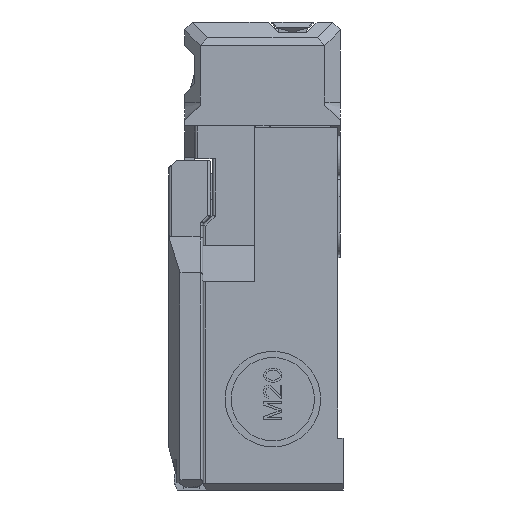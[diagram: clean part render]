
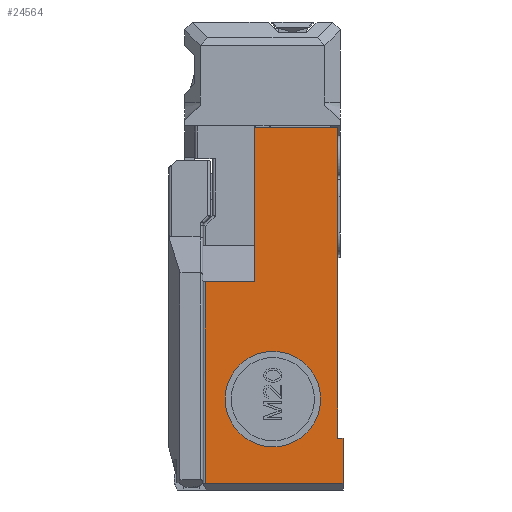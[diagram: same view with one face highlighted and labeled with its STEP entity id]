
A CAD part, left-side view. The second image highlights one B-rep face of the part: STEP entity #24564.
In plain terms, the highlighted planar face has unit normal (-1, 0, 0).
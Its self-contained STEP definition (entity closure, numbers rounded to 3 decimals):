
#592=DIRECTION('',(0.,0.,1.));
#593=VECTOR('',#592,59.8);
#594=CARTESIAN_POINT('',(-26.,-14.5,10.));
#595=LINE('',#594,#593);
#1076=CARTESIAN_POINT('',(-26.,-2.,17.5));
#1077=DIRECTION('',(1.,0.,0.));
#1078=DIRECTION('',(0.,1.,0.));
#1079=AXIS2_PLACEMENT_3D('',#1076,#1077,#1078);
#1084=CARTESIAN_POINT('',(-26.,-2.,17.5));
#1085=DIRECTION('',(1.,0.,0.));
#1086=DIRECTION('',(0.,-1.,0.));
#1087=AXIS2_PLACEMENT_3D('',#1084,#1085,#1086);
#1092=DIRECTION('',(0.,0.,1.));
#1093=VECTOR('',#1092,29.738);
#1094=CARTESIAN_POINT('',(-26.,1.5,40.062));
#1095=LINE('',#1094,#1093);
#1099=DIRECTION('',(0.,-1.,0.));
#1100=VECTOR('',#1099,16.);
#1101=CARTESIAN_POINT('',(-26.,1.5,69.8));
#1102=LINE('',#1101,#1100);
#1106=DIRECTION('',(0.,-1.,0.));
#1107=VECTOR('',#1106,1.);
#1108=CARTESIAN_POINT('',(-26.,-14.5,10.));
#1109=LINE('',#1108,#1107);
#1141=DIRECTION('',(0.,1.,0.));
#1142=VECTOR('',#1141,9.5);
#1143=CARTESIAN_POINT('',(-26.,1.5,40.062));
#1144=LINE('',#1143,#1142);
#9370=DIRECTION('',(0.,-1.,0.));
#9371=VECTOR('',#9370,26.5);
#9372=CARTESIAN_POINT('',(-26.,11.,1.289));
#9373=LINE('',#9372,#9371);
#9545=DIRECTION('',(0.,0.,-1.));
#9546=VECTOR('',#9545,8.711);
#9547=CARTESIAN_POINT('',(-26.,-15.5,10.));
#9548=LINE('',#9547,#9546);
#13622=CARTESIAN_POINT('',(-26.,11.,40.062));
#13627=DIRECTION('',(0.,0.,-1.));
#13628=VECTOR('',#13627,38.772);
#13629=CARTESIAN_POINT('',(-26.,11.,40.062));
#13630=LINE('',#13629,#13628);
#20354=CARTESIAN_POINT('',(-26.,1.5,69.8));
#20355=CARTESIAN_POINT('',(-26.,-14.5,69.8));
#20356=VERTEX_POINT('',#20354);
#20357=VERTEX_POINT('',#20355);
#20358=CARTESIAN_POINT('',(-26.,1.5,40.062));
#20359=VERTEX_POINT('',#20358);
#20950=CARTESIAN_POINT('',(-26.,7.19,17.5));
#20951=CARTESIAN_POINT('',(-26.,-11.19,17.5));
#20952=VERTEX_POINT('',#20950);
#20953=VERTEX_POINT('',#20951);
#21327=CARTESIAN_POINT('',(-26.,-15.5,10.));
#21329=VERTEX_POINT('',#21327);
#21330=CARTESIAN_POINT('',(-26.,-15.5,1.289));
#21331=VERTEX_POINT('',#21330);
#21350=CARTESIAN_POINT('',(-26.,-14.5,10.));
#21352=VERTEX_POINT('',#21350);
#21954=VERTEX_POINT('',#13622);
#21955=CARTESIAN_POINT('',(-26.,11.,1.289));
#21956=VERTEX_POINT('',#21955);
#24536=CARTESIAN_POINT('',(-26.,-14.5,0.));
#24537=DIRECTION('',(-1.,0.,0.));
#24538=DIRECTION('',(0.,0.,1.));
#24539=AXIS2_PLACEMENT_3D('',#24536,#24537,#24538);
#24540=PLANE('',#24539);
#24542=ORIENTED_EDGE('',*,*,#24541,.F.);
#24544=ORIENTED_EDGE('',*,*,#24543,.F.);
#24546=ORIENTED_EDGE('',*,*,#24545,.T.);
#24548=ORIENTED_EDGE('',*,*,#24547,.T.);
#24549=ORIENTED_EDGE('',*,*,#24307,.F.);
#24551=ORIENTED_EDGE('',*,*,#24550,.T.);
#24553=ORIENTED_EDGE('',*,*,#24552,.T.);
#24555=ORIENTED_EDGE('',*,*,#24554,.F.);
#24556=EDGE_LOOP('',(#24542,#24544,#24546,#24548,#24549,#24551,#24553,#24555));
#24557=FACE_OUTER_BOUND('',#24556,.F.);
#24559=ORIENTED_EDGE('',*,*,#24558,.F.);
#24561=ORIENTED_EDGE('',*,*,#24560,.F.);
#24562=EDGE_LOOP('',(#24559,#24561));
#24563=FACE_BOUND('',#24562,.F.);
#24564=ADVANCED_FACE('',(#24557,#24563),#24540,.T.);
#1080=CIRCLE('',#1079,9.19);
#1088=CIRCLE('',#1087,9.19);
#24307=EDGE_CURVE('',#21352,#20357,#595,.T.);
#24541=EDGE_CURVE('',#21954,#21956,#13630,.T.);
#24543=EDGE_CURVE('',#20359,#21954,#1144,.T.);
#24545=EDGE_CURVE('',#20359,#20356,#1095,.T.);
#24547=EDGE_CURVE('',#20356,#20357,#1102,.T.);
#24550=EDGE_CURVE('',#21352,#21329,#1109,.T.);
#24552=EDGE_CURVE('',#21329,#21331,#9548,.T.);
#24554=EDGE_CURVE('',#21956,#21331,#9373,.T.);
#24558=EDGE_CURVE('',#20952,#20953,#1080,.T.);
#24560=EDGE_CURVE('',#20953,#20952,#1088,.T.);
